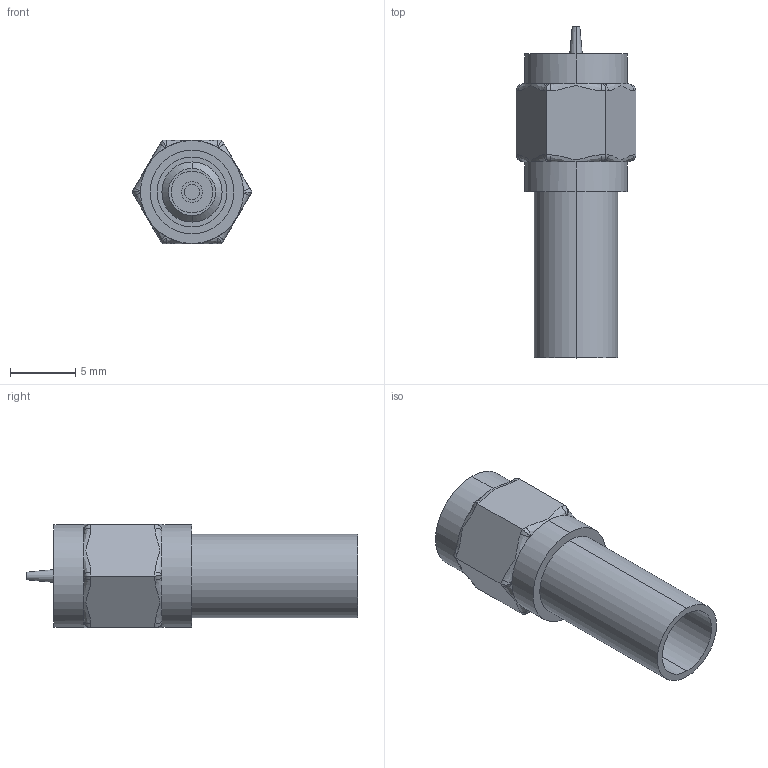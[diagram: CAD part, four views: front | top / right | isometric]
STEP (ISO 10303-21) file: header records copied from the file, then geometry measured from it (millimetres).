
FILE_DESCRIPTION (( 'STEP AP203' ), '1' );
FILE_NAME ('HPC201.STEP', '2006-06-23T19:38:41', ( 'lcom' ), ( 'lcom' ), 'SwSTEP 2.0', 'SolidWorks 2006004', '' );
FILE_SCHEMA (( 'CONFIG_CONTROL_DESIGN' ));
Length unit declared in the file: inch
Products named in the file (4): HPC201; HPC201-MA3; HPC201-MA2; HPC201-MA1
Assembly tree (3 placements, depth 2):
  HPC201
    HPC201-MA2
    HPC201-MA1
    HPC201-MA3
Bounding box: 9.15 x 25.37 x 7.92 mm (x, y, z)
Volume: 587.1 mm3; surface area: 1393.5 mm2
Topology: 3 solids, 3 shells, 108 faces, 236 edges, 144 vertices
Faces by surface type: cylinder 58, plane 34, bspline 12, cone 4
Entity records: 10678 total; most frequent: CARTESIAN_POINT 7886, DIRECTION 528, ORIENTED_EDGE 472, EDGE_CURVE 236, AXIS2_PLACEMENT_3D 218, VERTEX_POINT 144, EDGE_LOOP 124, CIRCLE 116
